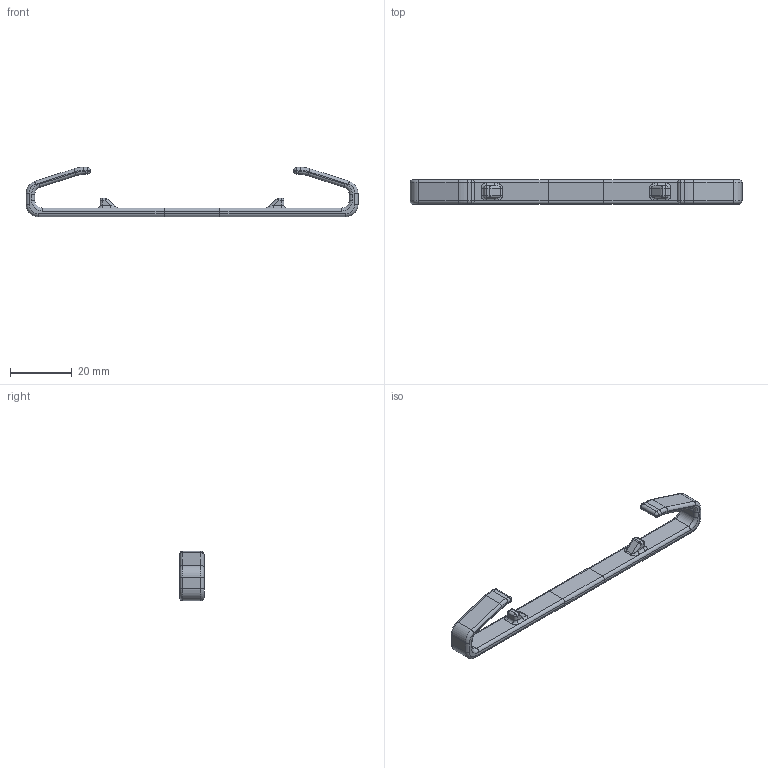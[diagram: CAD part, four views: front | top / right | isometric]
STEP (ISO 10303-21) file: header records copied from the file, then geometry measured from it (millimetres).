
FILE_DESCRIPTION(('FreeCAD Model'),'2;1');
FILE_NAME( 'phone-bar.step', '2022-11-01T23:34:38',('Author'),(''), 'Open CASCADE STEP processor 7.3','FreeCAD','Unknown');
FILE_SCHEMA(('AUTOMOTIVE_DESIGN { 1 0 10303 214 1 1 1 1 }'));
Length unit declared in the file: millimetre
Products named in the file (1): Fusion334
Bounding box: 107.6 x 7.8 x 16 mm (x, y, z)
Volume: 3305.7 mm3; surface area: 3148.3 mm2
Topology: 1 solids, 1 shells, 164 faces, 368 edges, 196 vertices
Faces by surface type: cylinder 80, plane 36, torus 28, sphere 12, bspline 4, revolution 4
Entity records: 10746 total; most frequent: CARTESIAN_POINT 2313, DIRECTION 1430, LINE 740, VECTOR 740, ORIENTED_EDGE 712, PCURVE 712, DEFINITIONAL_REPRESENTATION 712, EDGE_CURVE 356
